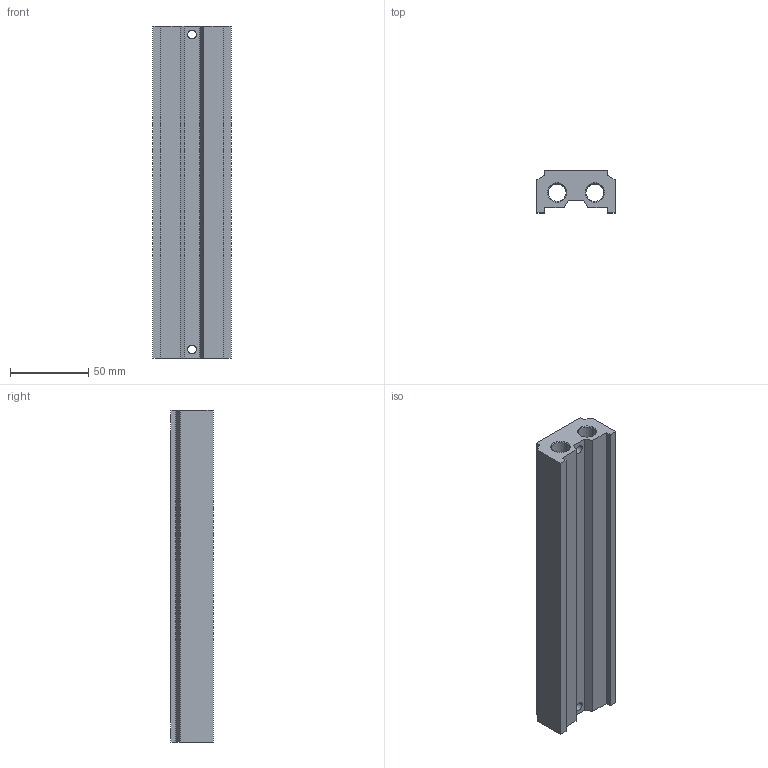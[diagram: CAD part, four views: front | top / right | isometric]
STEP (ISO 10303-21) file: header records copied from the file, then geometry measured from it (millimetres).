
FILE_DESCRIPTION (( 'STEP AP203' ), '1' );
FILE_NAME ('mf4300-07.step', '2019-10-17T07:21:50', ( 'yrd8' ), ( 'Hewlett-Packard Company' ), 'SwSTEP 2.0', 'SolidWorks 2008', '' );
FILE_SCHEMA (( 'CONFIG_CONTROL_DESIGN' ));
Length unit declared in the file: millimetre
Products named in the file (1): mf4300-07
Bounding box: 50 x 27 x 212 mm (x, y, z)
Volume: 175970 mm3; surface area: 56179.5 mm2
Topology: 1 solids, 1 shells, 181 faces, 424 edges, 280 vertices
Faces by surface type: cylinder 106, plane 67, cone 8
Entity records: 6179 total; most frequent: CARTESIAN_POINT 1698, DIRECTION 980, ORIENTED_EDGE 848, EDGE_CURVE 424, AXIS2_PLACEMENT_3D 402, VERTEX_POINT 280, EDGE_LOOP 252, CIRCLE 220
